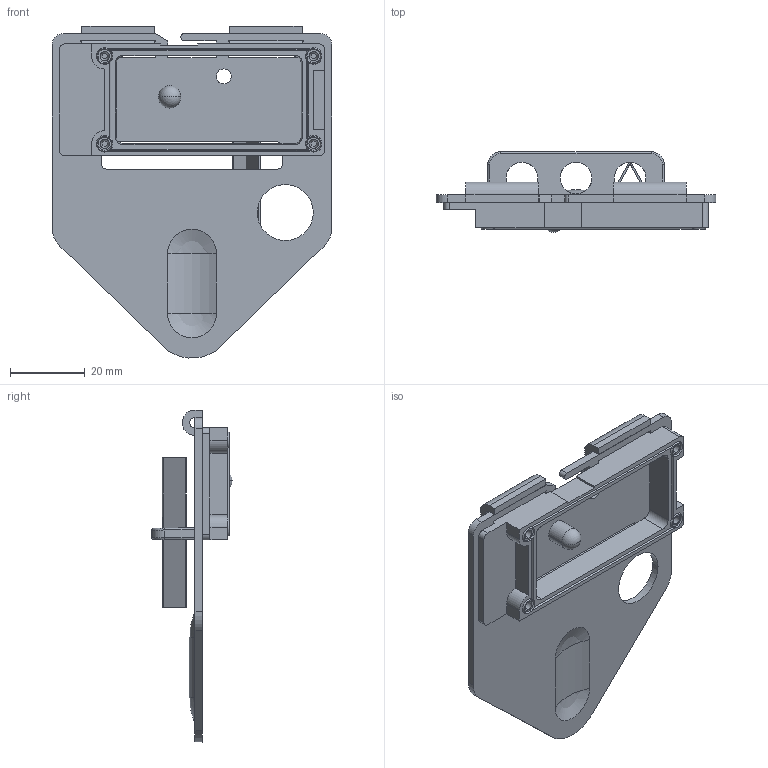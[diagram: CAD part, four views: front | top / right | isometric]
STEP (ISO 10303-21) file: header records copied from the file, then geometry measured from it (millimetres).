
FILE_DESCRIPTION((''),'2;1');
FILE_NAME('38422036_ASM_2_ASM','2021-07-28T',('marketing.praksa'),('Audax d.o.o.'),'CREO PARAMETRIC BY PTC INC, 2017480','CREO PARAMETRIC BY PTC INC, 2017480','');
FILE_SCHEMA(('AUTOMOTIVE_DESIGN { 1 0 10303 214 1 1 1 1 }'));
Length unit declared in the file: millimetre
Products named in the file (6): 37210557_8; 37320405_AF0_3; 37422374_23; 38422036-KARTON_3; PRT9544; 38422036_ASM_2_ASM
Assembly tree (5 placements, depth 2):
  38422036_ASM_2_ASM
    37210557_8
    37320405_AF0_3
    37422374_23
    38422036-KARTON_3
    PRT9544
Bounding box: 75 x 21.6 x 88.96 mm (x, y, z)
Volume: 16647.9 mm3; surface area: 18697.7 mm2
Topology: 7 solids, 7 shells, 420 faces, 1152 edges, 757 vertices
Faces by surface type: plane 263, cylinder 111, cone 36, sphere 6, torus 4
Entity records: 20469 total; most frequent: CARTESIAN_POINT 2802, ORIENTED_EDGE 2292, DIRECTION 2200, PRESENTATION_STYLE_ASSIGNMENT 1573, STYLED_ITEM 1573, CURVE_STYLE 1146, EDGE_CURVE 1146, VECTOR 818
